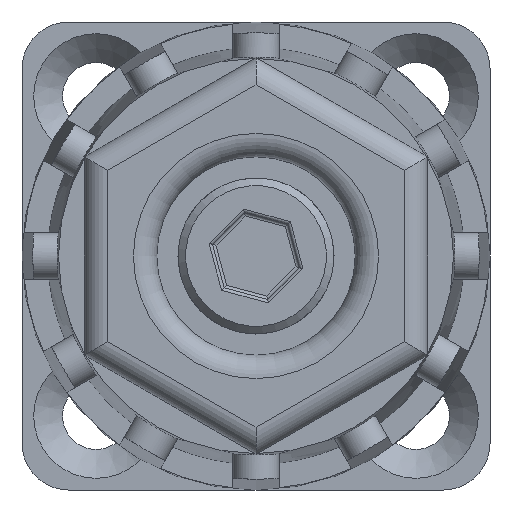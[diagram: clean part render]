
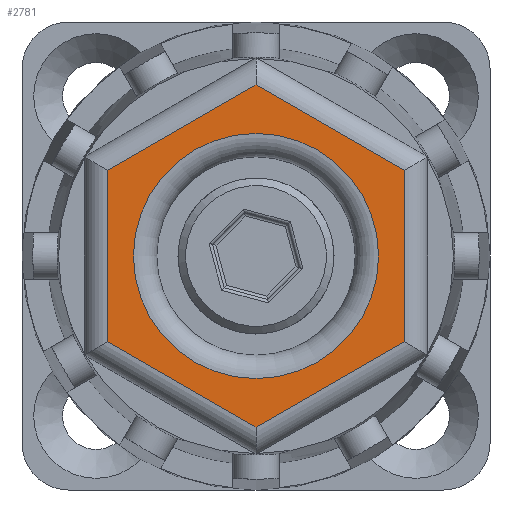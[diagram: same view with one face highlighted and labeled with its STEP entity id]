
A CAD part, front view. The second image highlights one B-rep face of the part: STEP entity #2781.
In plain terms, the highlighted planar face has unit normal (0, -1, 0).
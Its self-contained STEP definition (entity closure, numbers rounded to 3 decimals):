
#55=FACE_BOUND('',#416,.T.);
#148=PLANE('',#3071);
#254=FACE_OUTER_BOUND('',#415,.T.);
#415=EDGE_LOOP('',(#2102,#2103,#2104,#2105,#2106,#2107));
#416=EDGE_LOOP('',(#2108,#2109));
#610=CIRCLE('',#3072,7.855);
#611=CIRCLE('',#3073,7.855);
#744=LINE('',#5166,#949);
#745=LINE('',#5168,#950);
#746=LINE('',#5170,#951);
#747=LINE('',#5172,#952);
#748=LINE('',#5174,#953);
#749=LINE('',#5175,#954);
#949=VECTOR('',#3499,1000.);
#950=VECTOR('',#3500,1000.);
#951=VECTOR('',#3501,1000.);
#952=VECTOR('',#3502,1000.);
#953=VECTOR('',#3503,1000.);
#954=VECTOR('',#3504,1000.);
#1297=VERTEX_POINT('',#5164);
#1298=VERTEX_POINT('',#5165);
#1299=VERTEX_POINT('',#5167);
#1300=VERTEX_POINT('',#5169);
#1301=VERTEX_POINT('',#5171);
#1302=VERTEX_POINT('',#5173);
#1303=VERTEX_POINT('',#5176);
#1304=VERTEX_POINT('',#5177);
#1622=EDGE_CURVE('',#1297,#1298,#744,.F.);
#1623=EDGE_CURVE('',#1298,#1299,#745,.F.);
#1624=EDGE_CURVE('',#1299,#1300,#746,.F.);
#1625=EDGE_CURVE('',#1300,#1301,#747,.F.);
#1626=EDGE_CURVE('',#1301,#1302,#748,.F.);
#1627=EDGE_CURVE('',#1302,#1297,#749,.F.);
#1628=EDGE_CURVE('',#1303,#1304,#610,.T.);
#1629=EDGE_CURVE('',#1304,#1303,#611,.T.);
#2102=ORIENTED_EDGE('',*,*,#1622,.T.);
#2103=ORIENTED_EDGE('',*,*,#1623,.T.);
#2104=ORIENTED_EDGE('',*,*,#1624,.T.);
#2105=ORIENTED_EDGE('',*,*,#1625,.T.);
#2106=ORIENTED_EDGE('',*,*,#1626,.T.);
#2107=ORIENTED_EDGE('',*,*,#1627,.T.);
#2108=ORIENTED_EDGE('',*,*,#1628,.F.);
#2109=ORIENTED_EDGE('',*,*,#1629,.F.);
#2781=ADVANCED_FACE('',(#254,#55),#148,.F.);
#3071=AXIS2_PLACEMENT_3D('',#5163,#3497,#3498);
#3072=AXIS2_PLACEMENT_3D('',#5178,#3505,#3506);
#3073=AXIS2_PLACEMENT_3D('',#5179,#3507,#3508);
#3497=DIRECTION('center_axis',(0.,1.,0.));
#3498=DIRECTION('ref_axis',(0.,0.,1.));
#3499=DIRECTION('',(0.866,0.,0.5));
#3500=DIRECTION('',(0.,0.,1.));
#3501=DIRECTION('',(-0.866,0.,0.5));
#3502=DIRECTION('',(-0.866,0.,-0.5));
#3503=DIRECTION('',(0.,0.,-1.));
#3504=DIRECTION('',(0.866,0.,-0.5));
#3505=DIRECTION('center_axis',(0.,-1.,0.));
#3506=DIRECTION('ref_axis',(1.,0.,0.));
#3507=DIRECTION('center_axis',(0.,-1.,0.));
#3508=DIRECTION('ref_axis',(1.,0.,0.));
#5163=CARTESIAN_POINT('Origin',(0.,-10.,0.));
#5164=CARTESIAN_POINT('',(0.,-10.,10.97));
#5165=CARTESIAN_POINT('',(-9.5,-10.,5.485));
#5166=CARTESIAN_POINT('',(-10.25,-10.,5.052));
#5167=CARTESIAN_POINT('',(-9.5,-10.,-5.485));
#5168=CARTESIAN_POINT('',(-9.5,-10.,-6.351));
#5169=CARTESIAN_POINT('',(0.,-10.,-10.97));
#5170=CARTESIAN_POINT('',(0.75,-10.,-11.403));
#5171=CARTESIAN_POINT('',(9.5,-10.,-5.485));
#5172=CARTESIAN_POINT('',(10.25,-10.,-5.052));
#5173=CARTESIAN_POINT('',(9.5,-10.,5.485));
#5174=CARTESIAN_POINT('',(9.5,-10.,6.351));
#5175=CARTESIAN_POINT('',(-0.75,-10.,11.403));
#5176=CARTESIAN_POINT('',(7.855,-10.,0.));
#5177=CARTESIAN_POINT('',(-7.855,-10.,0.));
#5178=CARTESIAN_POINT('Origin',(0.,-10.,0.));
#5179=CARTESIAN_POINT('Origin',(0.,-10.,0.));
